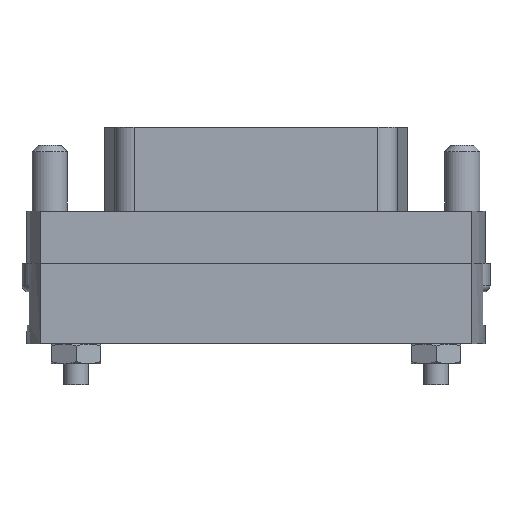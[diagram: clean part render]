
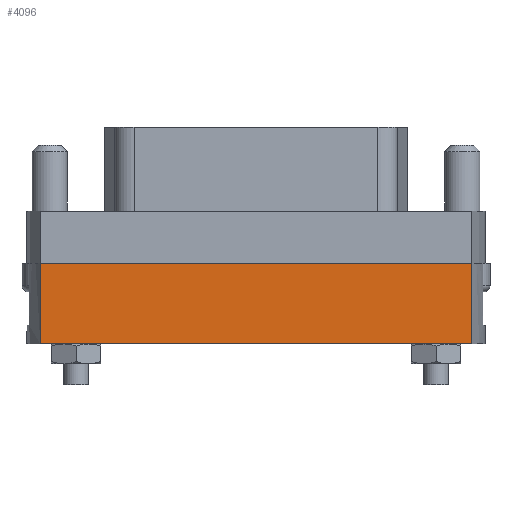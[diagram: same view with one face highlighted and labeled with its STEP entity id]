
A CAD part, front view. The second image highlights one B-rep face of the part: STEP entity #4096.
In plain terms, the highlighted planar face has unit normal (0, -1, 0).
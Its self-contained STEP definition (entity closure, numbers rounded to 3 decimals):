
#286 = CARTESIAN_POINT ( 'NONE',  ( 17.412, -6.25, -6.5 ) ) ;
#454 = VERTEX_POINT ( 'NONE', #286 ) ;
#772 = VECTOR ( 'NONE', #9172, 1000. ) ;
#795 = VECTOR ( 'NONE', #1633, 1000. ) ;
#975 = VERTEX_POINT ( 'NONE', #5777 ) ;
#1633 = DIRECTION ( 'NONE',  ( 1., 0., 0. ) ) ;
#1693 = EDGE_CURVE ( 'NONE', #9618, #454, #8689, .T. ) ;
#2046 = ORIENTED_EDGE ( 'NONE', *, *, #1693, .T. ) ;
#2156 = DIRECTION ( 'NONE',  ( 0., -1., 0. ) ) ;
#2203 = PLANE ( 'NONE',  #2683 ) ;
#2257 = FACE_OUTER_BOUND ( 'NONE', #9196, .T. ) ;
#2423 = CARTESIAN_POINT ( 'NONE',  ( -17.412, -6.25, -6.5 ) ) ;
#2670 = CARTESIAN_POINT ( 'NONE',  ( 17.412, -6.25, -6.5 ) ) ;
#2683 = AXIS2_PLACEMENT_3D ( 'NONE', #3589, #2156, #5183 ) ;
#3074 = LINE ( 'NONE', #4608, #795 ) ;
#3589 = CARTESIAN_POINT ( 'NONE',  ( 17.412, -6.25, -6.5 ) ) ;
#3701 = LINE ( 'NONE', #6123, #772 ) ;
#4004 = LINE ( 'NONE', #8633, #4138 ) ;
#4096 = ADVANCED_FACE ( 'NONE', ( #2257 ), #2203, .T. ) ;
#4138 = VECTOR ( 'NONE', #7872, 1000. ) ;
#4408 = VERTEX_POINT ( 'NONE', #8054 ) ;
#4478 = EDGE_CURVE ( 'NONE', #975, #4408, #3074, .T. ) ;
#4496 = ORIENTED_EDGE ( 'NONE', *, *, #4867, .F. ) ;
#4608 = CARTESIAN_POINT ( 'NONE',  ( 17.412, -6.25, 0. ) ) ;
#4867 = EDGE_CURVE ( 'NONE', #9618, #975, #3701, .T. ) ;
#5183 = DIRECTION ( 'NONE',  ( 1., 0., 0. ) ) ;
#5777 = CARTESIAN_POINT ( 'NONE',  ( -17.412, -6.25, 0. ) ) ;
#5829 = ORIENTED_EDGE ( 'NONE', *, *, #4478, .F. ) ;
#6092 = ORIENTED_EDGE ( 'NONE', *, *, #7262, .T. ) ;
#6123 = CARTESIAN_POINT ( 'NONE',  ( -17.412, -6.25, -6.5 ) ) ;
#6531 = DIRECTION ( 'NONE',  ( 1., 0., 0. ) ) ;
#7262 = EDGE_CURVE ( 'NONE', #454, #4408, #4004, .T. ) ;
#7872 = DIRECTION ( 'NONE',  ( 0., 0., 1. ) ) ;
#8054 = CARTESIAN_POINT ( 'NONE',  ( 17.412, -6.25, 0. ) ) ;
#8633 = CARTESIAN_POINT ( 'NONE',  ( 17.412, -6.25, -6.5 ) ) ;
#8689 = LINE ( 'NONE', #2670, #9629 ) ;
#9172 = DIRECTION ( 'NONE',  ( 0., 0., 1. ) ) ;
#9196 = EDGE_LOOP ( 'NONE', ( #5829, #4496, #2046, #6092 ) ) ;
#9618 = VERTEX_POINT ( 'NONE', #2423 ) ;
#9629 = VECTOR ( 'NONE', #6531, 1000. ) ;
